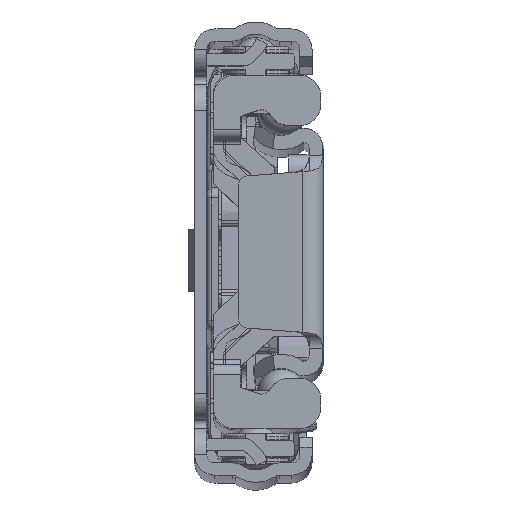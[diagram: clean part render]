
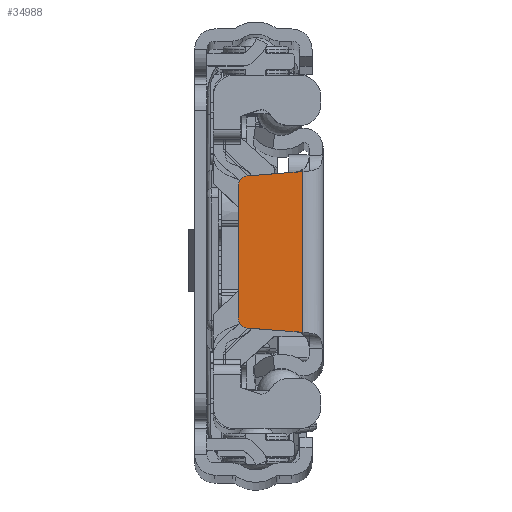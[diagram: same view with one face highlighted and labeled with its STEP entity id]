
A CAD part, top view. The second image highlights one B-rep face of the part: STEP entity #34988.
In plain terms, the highlighted face is planar.
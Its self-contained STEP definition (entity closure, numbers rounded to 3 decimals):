
#540 = LINE ( 'NONE', #113027, #94475 ) ;
#541 = VERTEX_POINT ( 'NONE', #39735 ) ;
#1262 = CARTESIAN_POINT ( 'NONE',  ( -2., 7.945, 0. ) ) ;
#2324 = VERTEX_POINT ( 'NONE', #17258 ) ;
#4769 = ORIENTED_EDGE ( 'NONE', *, *, #34621, .F. ) ;
#5403 = CARTESIAN_POINT ( 'NONE',  ( -8.4, 8.1, 0. ) ) ;
#7146 = CARTESIAN_POINT ( 'NONE',  ( -4.143, -13.87, 0. ) ) ;
#7291 = CIRCLE ( 'NONE', #89166, 1. ) ;
#7396 = FACE_OUTER_BOUND ( 'NONE', #97127, .T. ) ;
#8969 = CARTESIAN_POINT ( 'NONE',  ( -2., 7.945, 0. ) ) ;
#9176 = VERTEX_POINT ( 'NONE', #1262 ) ;
#14112 = LINE ( 'NONE', #5403, #59458 ) ;
#14386 = DIRECTION ( 'NONE',  ( 1., 0., 0. ) ) ;
#14445 = ORIENTED_EDGE ( 'NONE', *, *, #31795, .T. ) ;
#17258 = CARTESIAN_POINT ( 'NONE',  ( -7.477, 7.521, 0. ) ) ;
#17734 = CARTESIAN_POINT ( 'NONE',  ( -8.4, 6.524, 0. ) ) ;
#19121 = DIRECTION ( 'NONE',  ( -0.997, -0.077, 0. ) ) ;
#20387 = CARTESIAN_POINT ( 'NONE',  ( -8.4, -7.45, 0. ) ) ;
#20589 = VERTEX_POINT ( 'NONE', #17734 ) ;
#21143 = LINE ( 'NONE', #62371, #95400 ) ;
#22605 = LINE ( 'NONE', #20387, #34722 ) ;
#24138 = DIRECTION ( 'NONE',  ( 0., 0., -1. ) ) ;
#24156 = CARTESIAN_POINT ( 'NONE',  ( -2.784, 7.885, 0. ) ) ;
#24491 = DIRECTION ( 'NONE',  ( 0., 0., -1. ) ) ;
#24624 = EDGE_CURVE ( 'NONE', #38667, #541, #80880, .T. ) ;
#26604 = DIRECTION ( 'NONE',  ( 0., 0., 1. ) ) ;
#31114 = EDGE_CURVE ( 'NONE', #9176, #83947, #540, .T. ) ;
#31795 = EDGE_CURVE ( 'NONE', #541, #20589, #14112, .T. ) ;
#32584 = CARTESIAN_POINT ( 'NONE',  ( -7.4, -6.524, 0. ) ) ;
#34417 = AXIS2_PLACEMENT_3D ( 'NONE', #32584, #24138, #81733 ) ;
#34621 = EDGE_CURVE ( 'NONE', #38667, #124933, #22605, .T. ) ;
#34722 = VECTOR ( 'NONE', #97474, 1000. ) ;
#34988 = ADVANCED_FACE ( 'NONE', ( #7396 ), #94795, .F. ) ;
#36861 = ORIENTED_EDGE ( 'NONE', *, *, #84804, .F. ) ;
#38667 = VERTEX_POINT ( 'NONE', #58174 ) ;
#39735 = CARTESIAN_POINT ( 'NONE',  ( -8.4, -6.524, 0. ) ) ;
#43455 = VECTOR ( 'NONE', #106969, 1000. ) ;
#45728 = EDGE_CURVE ( 'NONE', #20589, #2324, #7291, .T. ) ;
#45846 = VECTOR ( 'NONE', #19121, 1000. ) ;
#46176 = DIRECTION ( 'NONE',  ( 0., -1., 0. ) ) ;
#48566 = CARTESIAN_POINT ( 'NONE',  ( -8.4, 7.45, 0. ) ) ;
#54538 = DIRECTION ( 'NONE',  ( 1., 0., 0. ) ) ;
#55390 = LINE ( 'NONE', #48566, #43455 ) ;
#58174 = CARTESIAN_POINT ( 'NONE',  ( -7.477, -7.521, 0. ) ) ;
#59458 = VECTOR ( 'NONE', #62144, 1000. ) ;
#60189 = ORIENTED_EDGE ( 'NONE', *, *, #31114, .T. ) ;
#62144 = DIRECTION ( 'NONE',  ( 0., 1., 0. ) ) ;
#62371 = CARTESIAN_POINT ( 'NONE',  ( -2., -7.945, 0. ) ) ;
#65784 = EDGE_CURVE ( 'NONE', #94705, #2324, #55390, .T. ) ;
#68023 = CARTESIAN_POINT ( 'NONE',  ( -2., -7.945, 0. ) ) ;
#80880 = CIRCLE ( 'NONE', #34417, 1. ) ;
#81733 = DIRECTION ( 'NONE',  ( 1., 0., 0. ) ) ;
#83358 = CARTESIAN_POINT ( 'NONE',  ( -7.4, 6.524, 0. ) ) ;
#83947 = VERTEX_POINT ( 'NONE', #68023 ) ;
#84804 = EDGE_CURVE ( 'NONE', #9176, #94705, #115572, .T. ) ;
#89166 = AXIS2_PLACEMENT_3D ( 'NONE', #83358, #24491, #14386 ) ;
#93905 = CARTESIAN_POINT ( 'NONE',  ( -2.784, -7.885, 0. ) ) ;
#94475 = VECTOR ( 'NONE', #46176, 1000. ) ;
#94705 = VERTEX_POINT ( 'NONE', #24156 ) ;
#94795 = PLANE ( 'NONE',  #100437 ) ;
#95400 = VECTOR ( 'NONE', #100927, 1000. ) ;
#97127 = EDGE_LOOP ( 'NONE', ( #4769, #111967, #14445, #111254, #116111, #36861, #60189, #111930 ) ) ;
#97474 = DIRECTION ( 'NONE',  ( 0.997, -0.077, 0. ) ) ;
#100437 = AXIS2_PLACEMENT_3D ( 'NONE', #7146, #26604, #54538 ) ;
#100927 = DIRECTION ( 'NONE',  ( -0.997, 0.077, 0. ) ) ;
#106969 = DIRECTION ( 'NONE',  ( -0.997, -0.077, 0. ) ) ;
#107282 = EDGE_CURVE ( 'NONE', #83947, #124933, #21143, .T. ) ;
#111254 = ORIENTED_EDGE ( 'NONE', *, *, #45728, .T. ) ;
#111930 = ORIENTED_EDGE ( 'NONE', *, *, #107282, .T. ) ;
#111967 = ORIENTED_EDGE ( 'NONE', *, *, #24624, .T. ) ;
#113027 = CARTESIAN_POINT ( 'NONE',  ( -2., -13.87, 0. ) ) ;
#115572 = LINE ( 'NONE', #8969, #45846 ) ;
#116111 = ORIENTED_EDGE ( 'NONE', *, *, #65784, .F. ) ;
#124933 = VERTEX_POINT ( 'NONE', #93905 ) ;
